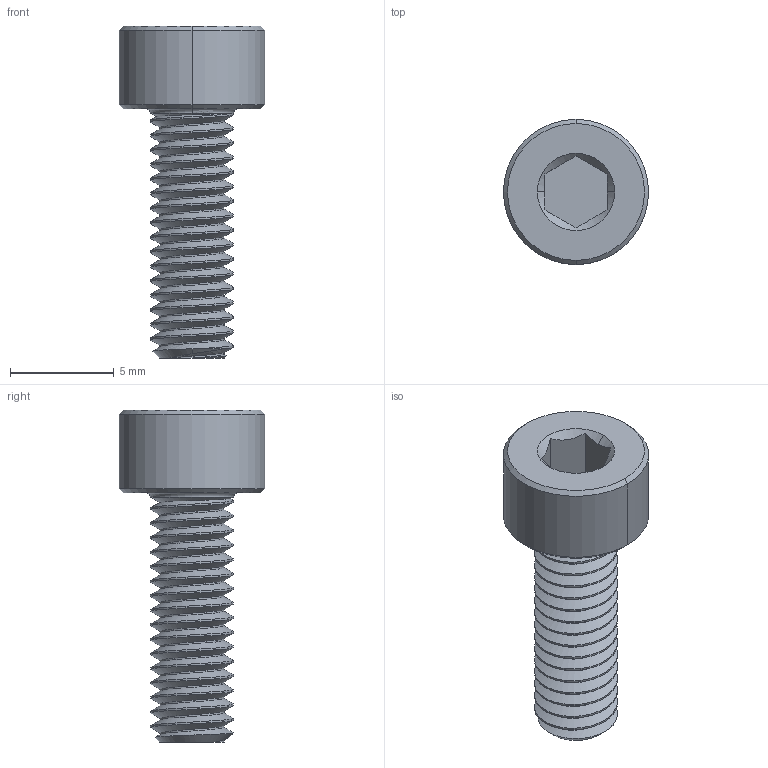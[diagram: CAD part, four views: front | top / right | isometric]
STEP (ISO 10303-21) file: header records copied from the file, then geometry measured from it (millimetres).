
FILE_DESCRIPTION (( 'STEP AP203' ), '1' );
FILE_NAME ('91290A148_Alloy Steel Socket Head Screw.STEP', '2025-07-16T13:29:33', ( 'Administrator' ), ( 'Managed by Terraform' ), 'SwSTEP 2.0', 'SolidWorks 2017', '' );
FILE_SCHEMA (( 'CONFIG_CONTROL_DESIGN' ));
Length unit declared in the file: millimetre
Products named in the file (1): 91290A148_Alloy Steel Socket Head Screw
Bounding box: 7 x 7 x 16 mm (x, y, z)
Volume: 249.5 mm3; surface area: 415.2 mm2
Topology: 1 solids, 1 shells, 62 faces, 164 edges, 106 vertices
Faces by surface type: cylinder 35, cone 12, plane 10, bspline 3, torus 2
Entity records: 3993 total; most frequent: CARTESIAN_POINT 2612, ORIENTED_EDGE 328, DIRECTION 220, EDGE_CURVE 164, VERTEX_POINT 106, AXIS2_PLACEMENT_3D 82, EDGE_LOOP 64, FACE_OUTER_BOUND 62
